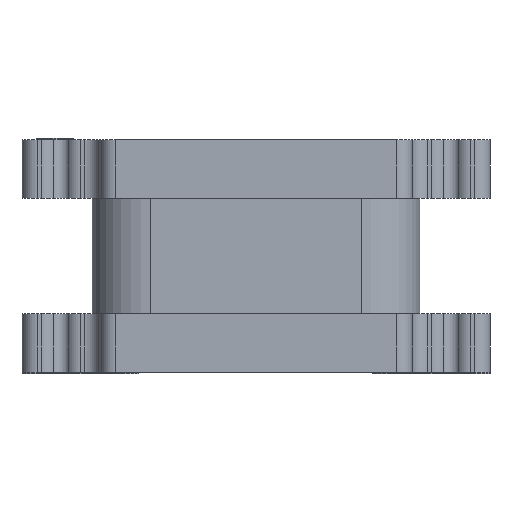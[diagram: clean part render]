
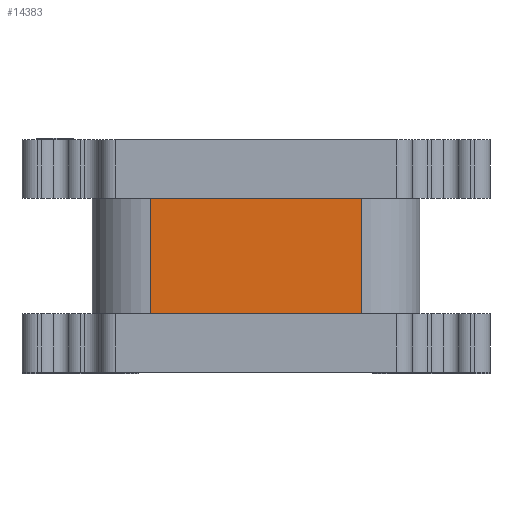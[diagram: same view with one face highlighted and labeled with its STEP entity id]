
A CAD part, front view. The second image highlights one B-rep face of the part: STEP entity #14383.
In plain terms, the highlighted planar face has unit normal (0, -1, 0).
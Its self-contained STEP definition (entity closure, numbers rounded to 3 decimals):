
#226 = EDGE_CURVE ( 'NONE', #4012, #3278, #3968, .T. ) ;
#714 = CARTESIAN_POINT ( 'NONE',  ( 0.675, -1.05, 0.385 ) ) ;
#1015 = EDGE_CURVE ( 'NONE', #13944, #3278, #4940, .T. ) ;
#1284 = FACE_OUTER_BOUND ( 'NONE', #3680, .T. ) ;
#1368 = DIRECTION ( 'NONE',  ( 0., 1., 0. ) ) ;
#1475 = LINE ( 'NONE', #2549, #9184 ) ;
#2304 = CARTESIAN_POINT ( 'NONE',  ( 0.675, -1.05, 1.125 ) ) ;
#2549 = CARTESIAN_POINT ( 'NONE',  ( -0.675, -1.05, 4.095 ) ) ;
#2673 = DIRECTION ( 'NONE',  ( 1., 0., 0. ) ) ;
#3169 = CARTESIAN_POINT ( 'NONE',  ( -0.675, -1.05, 1.125 ) ) ;
#3278 = VERTEX_POINT ( 'NONE', #2304 ) ;
#3573 = CARTESIAN_POINT ( 'NONE',  ( -1.05, -1.05, 1.125 ) ) ;
#3663 = PLANE ( 'NONE',  #8191 ) ;
#3680 = EDGE_LOOP ( 'NONE', ( #9885, #15189, #6451, #5791 ) ) ;
#3968 = LINE ( 'NONE', #3573, #7763 ) ;
#4012 = VERTEX_POINT ( 'NONE', #3169 ) ;
#4754 = CARTESIAN_POINT ( 'NONE',  ( -1.05, -1.05, 0.385 ) ) ;
#4849 = VECTOR ( 'NONE', #13006, 1000. ) ;
#4865 = DIRECTION ( 'NONE',  ( 0., 0., 1. ) ) ;
#4940 = LINE ( 'NONE', #10786, #10976 ) ;
#5791 = ORIENTED_EDGE ( 'NONE', *, *, #1015, .T. ) ;
#6035 = DIRECTION ( 'NONE',  ( 1., 0., 0. ) ) ;
#6106 = EDGE_CURVE ( 'NONE', #11467, #13944, #8981, .T. ) ;
#6451 = ORIENTED_EDGE ( 'NONE', *, *, #6106, .T. ) ;
#7763 = VECTOR ( 'NONE', #6035, 1000. ) ;
#8191 = AXIS2_PLACEMENT_3D ( 'NONE', #9429, #1368, #2673 ) ;
#8981 = LINE ( 'NONE', #4754, #4849 ) ;
#9184 = VECTOR ( 'NONE', #13097, 1000. ) ;
#9429 = CARTESIAN_POINT ( 'NONE',  ( -1.05, -1.05, 4.095 ) ) ;
#9885 = ORIENTED_EDGE ( 'NONE', *, *, #226, .F. ) ;
#10786 = CARTESIAN_POINT ( 'NONE',  ( 0.675, -1.05, 4.095 ) ) ;
#10976 = VECTOR ( 'NONE', #4865, 1000. ) ;
#11467 = VERTEX_POINT ( 'NONE', #13513 ) ;
#12020 = EDGE_CURVE ( 'NONE', #4012, #11467, #1475, .T. ) ;
#13006 = DIRECTION ( 'NONE',  ( 1., 0., 0. ) ) ;
#13097 = DIRECTION ( 'NONE',  ( 0., 0., -1. ) ) ;
#13513 = CARTESIAN_POINT ( 'NONE',  ( -0.675, -1.05, 0.385 ) ) ;
#13944 = VERTEX_POINT ( 'NONE', #714 ) ;
#14383 = ADVANCED_FACE ( 'NONE', ( #1284 ), #3663, .F. ) ;
#15189 = ORIENTED_EDGE ( 'NONE', *, *, #12020, .T. ) ;
